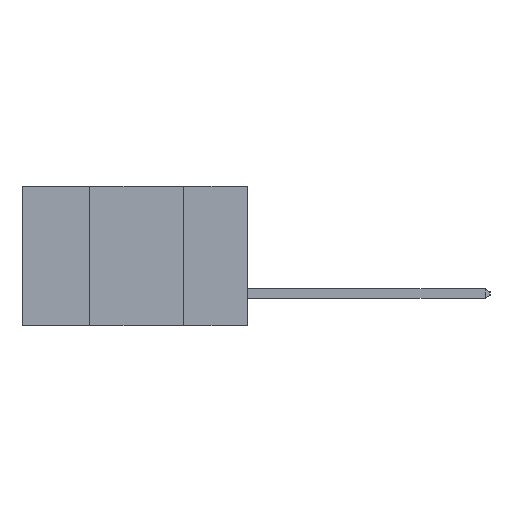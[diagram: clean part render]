
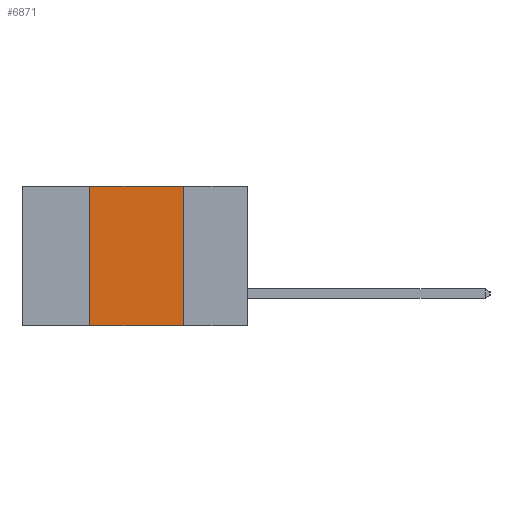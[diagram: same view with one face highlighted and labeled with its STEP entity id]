
A CAD part, left-side view. The second image highlights one B-rep face of the part: STEP entity #6871.
In plain terms, the highlighted planar face has unit normal (-1, 0, 0).
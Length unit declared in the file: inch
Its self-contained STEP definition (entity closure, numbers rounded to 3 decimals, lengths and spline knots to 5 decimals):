
#280 = CARTESIAN_POINT ( 'NONE',  ( 0., 0.42, -0.37 ) ) ;
#556 = EDGE_LOOP ( 'NONE', ( #1381, #1493, #1591, #3282 ) ) ;
#573 = VERTEX_POINT ( 'NONE', #1987 ) ;
#582 = EDGE_CURVE ( 'NONE', #4385, #573, #7120, .T. ) ;
#910 = CARTESIAN_POINT ( 'NONE',  ( 0., 0.42, 0. ) ) ;
#973 = DIRECTION ( 'NONE',  ( 1., 0., 0. ) ) ;
#1062 = AXIS2_PLACEMENT_3D ( 'NONE', #4932, #973, #6351 ) ;
#1303 = FACE_OUTER_BOUND ( 'NONE', #556, .T. ) ;
#1381 = ORIENTED_EDGE ( 'NONE', *, *, #582, .F. ) ;
#1493 = ORIENTED_EDGE ( 'NONE', *, *, #5849, .F. ) ;
#1591 = ORIENTED_EDGE ( 'NONE', *, *, #6071, .F. ) ;
#1610 = VECTOR ( 'NONE', #9046, 39.37008 ) ;
#1677 = DIRECTION ( 'NONE',  ( 0., -1., 0. ) ) ;
#1987 = CARTESIAN_POINT ( 'NONE',  ( 0., 0.17, -0.37 ) ) ;
#2092 = LINE ( 'NONE', #280, #5724 ) ;
#2554 = VERTEX_POINT ( 'NONE', #910 ) ;
#3282 = ORIENTED_EDGE ( 'NONE', *, *, #4298, .T. ) ;
#3753 = LINE ( 'NONE', #9222, #1610 ) ;
#4072 = LINE ( 'NONE', #6943, #6041 ) ;
#4298 = EDGE_CURVE ( 'NONE', #4705, #573, #3753, .T. ) ;
#4385 = VERTEX_POINT ( 'NONE', #7266 ) ;
#4705 = VERTEX_POINT ( 'NONE', #8805 ) ;
#4932 = CARTESIAN_POINT ( 'NONE',  ( 0., 0.6, 0. ) ) ;
#5282 = VECTOR ( 'NONE', #5832, 39.37008 ) ;
#5646 = PLANE ( 'NONE',  #1062 ) ;
#5724 = VECTOR ( 'NONE', #8425, 39.37008 ) ;
#5832 = DIRECTION ( 'NONE',  ( 0., 0., -1. ) ) ;
#5849 = EDGE_CURVE ( 'NONE', #2554, #4385, #4072, .T. ) ;
#6041 = VECTOR ( 'NONE', #1677, 39.37008 ) ;
#6071 = EDGE_CURVE ( 'NONE', #4705, #2554, #2092, .T. ) ;
#6351 = DIRECTION ( 'NONE',  ( 0., 0., -1. ) ) ;
#6543 = CARTESIAN_POINT ( 'NONE',  ( 0., 0.17, -0.37 ) ) ;
#6871 = ADVANCED_FACE ( 'NONE', ( #1303 ), #5646, .F. ) ;
#6943 = CARTESIAN_POINT ( 'NONE',  ( 0., 0.6, 0. ) ) ;
#7120 = LINE ( 'NONE', #6543, #5282 ) ;
#7266 = CARTESIAN_POINT ( 'NONE',  ( 0., 0.17, 0. ) ) ;
#8425 = DIRECTION ( 'NONE',  ( 0., 0., 1. ) ) ;
#8805 = CARTESIAN_POINT ( 'NONE',  ( 0., 0.42, -0.37 ) ) ;
#9046 = DIRECTION ( 'NONE',  ( 0., -1., 0. ) ) ;
#9222 = CARTESIAN_POINT ( 'NONE',  ( 0., 0.6, -0.37 ) ) ;
